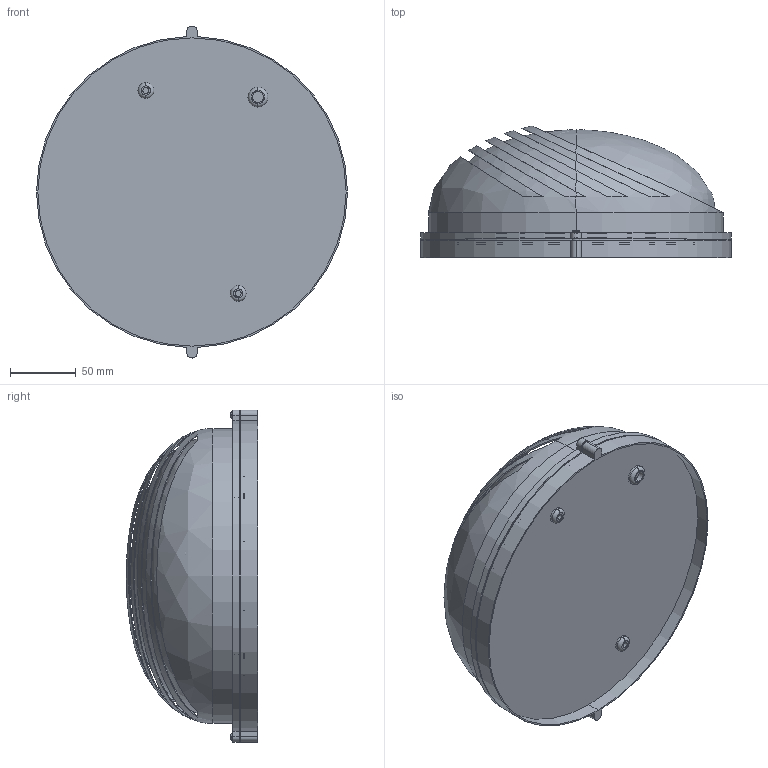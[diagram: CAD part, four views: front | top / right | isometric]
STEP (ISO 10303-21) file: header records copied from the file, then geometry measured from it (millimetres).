
FILE_DESCRIPTION (( 'STEP AP203' ), '1' );
FILE_NAME ('Ñâåòèëüíèê ÍÏÏ 1107 âåðñèÿ 2.STEP', '2017-07-31T10:58:13', ( '' ), ( '' ), 'SwSTEP 2.0', 'SolidWorks 2014', '' );
FILE_SCHEMA (( 'CONFIG_CONTROL_DESIGN' ));
Length unit declared in the file: millimetre
Products named in the file (1): Ñâåòèëüíèê ÍÏÏ 1107 âåðñèÿ 2
Bounding box: 236 x 99.86 x 252 mm (x, y, z)
Volume: 2153808.5 mm3; surface area: 382034.5 mm2
Topology: 3 solids, 3 shells, 169 faces, 445 edges, 290 vertices
Faces by surface type: plane 91, cylinder 55, bspline 13, torus 10
Entity records: 7167 total; most frequent: CARTESIAN_POINT 3001, ORIENTED_EDGE 886, DIRECTION 821, EDGE_CURVE 443, AXIS2_PLACEMENT_3D 312, VERTEX_POINT 290, LINE 197, VECTOR 197
